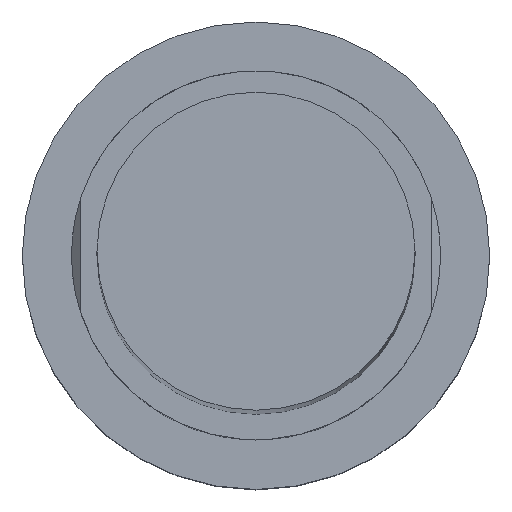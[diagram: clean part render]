
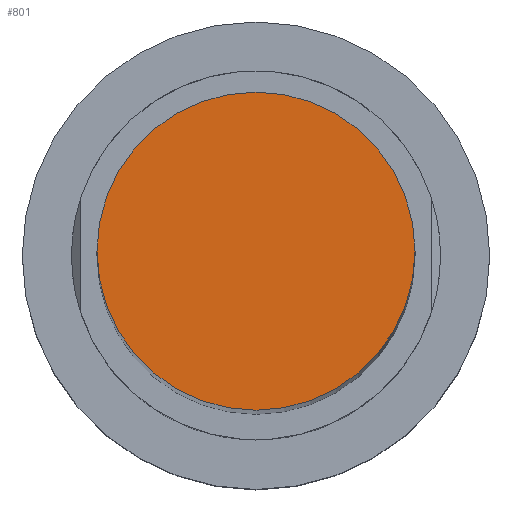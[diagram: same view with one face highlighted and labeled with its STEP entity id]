
A CAD part, top view. The second image highlights one B-rep face of the part: STEP entity #801.
In plain terms, the highlighted planar face has unit normal (0, 0, 1).
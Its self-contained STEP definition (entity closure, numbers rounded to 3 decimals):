
#68 = CARTESIAN_POINT ( 'NONE',  ( -9.525, 0., 0. ) ) ;
#137 = DIRECTION ( 'NONE',  ( 0., 0., -1. ) ) ;
#179 = AXIS2_PLACEMENT_3D ( 'NONE', #538, #585, #720 ) ;
#208 = AXIS2_PLACEMENT_3D ( 'NONE', #329, #137, #272 ) ;
#244 = CARTESIAN_POINT ( 'NONE',  ( 0., 0., 0. ) ) ;
#248 = DIRECTION ( 'NONE',  ( 0., 0., 1. ) ) ;
#272 = DIRECTION ( 'NONE',  ( -1., 0., 0. ) ) ;
#292 = CIRCLE ( 'NONE', #179, 9.525 ) ;
#295 = ORIENTED_EDGE ( 'NONE', *, *, #576, .T. ) ;
#308 = DIRECTION ( 'NONE',  ( 1., 0., 0. ) ) ;
#329 = CARTESIAN_POINT ( 'NONE',  ( 0., 0., 0. ) ) ;
#330 = PLANE ( 'NONE',  #208 ) ;
#334 = VERTEX_POINT ( 'NONE', #68 ) ;
#345 = EDGE_LOOP ( 'NONE', ( #375, #295 ) ) ;
#367 = VERTEX_POINT ( 'NONE', #563 ) ;
#375 = ORIENTED_EDGE ( 'NONE', *, *, #439, .T. ) ;
#439 = EDGE_CURVE ( 'NONE', #367, #334, #292, .T. ) ;
#520 = CIRCLE ( 'NONE', #532, 9.525 ) ;
#532 = AXIS2_PLACEMENT_3D ( 'NONE', #244, #248, #308 ) ;
#538 = CARTESIAN_POINT ( 'NONE',  ( 0., 0., 0. ) ) ;
#563 = CARTESIAN_POINT ( 'NONE',  ( 9.525, 0., 0. ) ) ;
#576 = EDGE_CURVE ( 'NONE', #334, #367, #520, .T. ) ;
#585 = DIRECTION ( 'NONE',  ( 0., 0., 1. ) ) ;
#720 = DIRECTION ( 'NONE',  ( 1., 0., 0. ) ) ;
#764 = FACE_OUTER_BOUND ( 'NONE', #345, .T. ) ;
#801 = ADVANCED_FACE ( 'NONE', ( #764 ), #330, .F. ) ;
